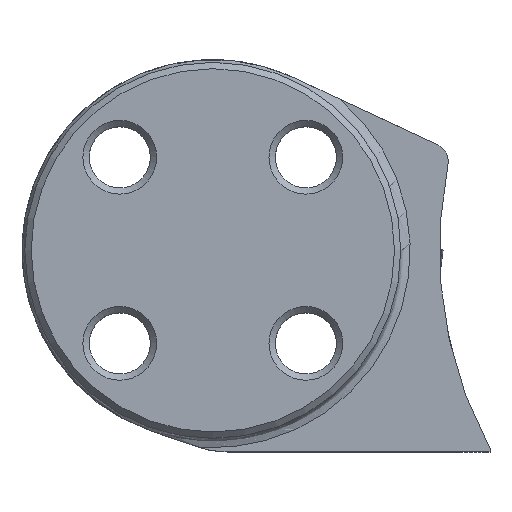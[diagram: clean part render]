
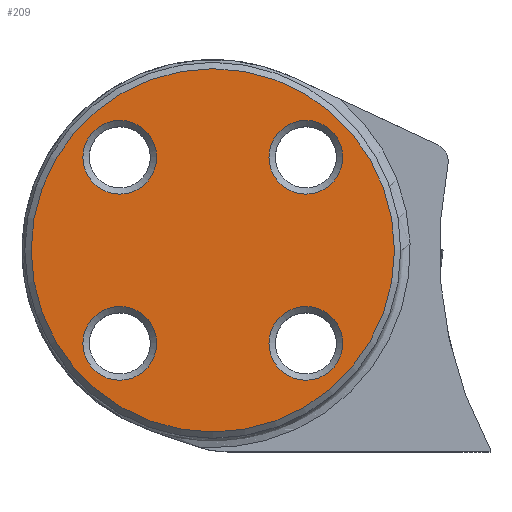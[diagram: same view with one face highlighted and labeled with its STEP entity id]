
A CAD part, top view. The second image highlights one B-rep face of the part: STEP entity #209.
In plain terms, the highlighted planar face has unit normal (0, 0, 1).
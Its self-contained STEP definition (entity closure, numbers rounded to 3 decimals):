
#125=FACE_BOUND('',#363,.T.);
#126=FACE_BOUND('',#364,.T.);
#127=FACE_BOUND('',#365,.T.);
#128=FACE_BOUND('',#366,.T.);
#129=FACE_BOUND('',#367,.T.);
#166=PLANE('',#1416);
#209=ADVANCED_FACE('',(#125,#126,#127,#128,#129),#166,.F.);
#363=EDGE_LOOP('',(#675));
#364=EDGE_LOOP('',(#676));
#365=EDGE_LOOP('',(#677));
#366=EDGE_LOOP('',(#678));
#367=EDGE_LOOP('',(#679));
#526=CIRCLE('',#1410,19.325);
#527=CIRCLE('',#1412,3.925);
#528=CIRCLE('',#1413,3.925);
#529=CIRCLE('',#1414,3.925);
#530=CIRCLE('',#1415,3.925);
#675=ORIENTED_EDGE('',*,*,#1088,.F.);
#676=ORIENTED_EDGE('',*,*,#1089,.T.);
#677=ORIENTED_EDGE('',*,*,#1090,.T.);
#678=ORIENTED_EDGE('',*,*,#1091,.F.);
#679=ORIENTED_EDGE('',*,*,#1087,.F.);
#946=VERTEX_POINT('',#3369);
#947=VERTEX_POINT('',#3372);
#948=VERTEX_POINT('',#3374);
#949=VERTEX_POINT('',#3376);
#950=VERTEX_POINT('',#3378);
#1087=EDGE_CURVE('',#946,#946,#526,.T.);
#1088=EDGE_CURVE('',#947,#947,#527,.T.);
#1089=EDGE_CURVE('',#948,#948,#528,.T.);
#1090=EDGE_CURVE('',#949,#949,#529,.T.);
#1091=EDGE_CURVE('',#950,#950,#530,.T.);
#1410=AXIS2_PLACEMENT_3D('',#3368,#1601,#1602);
#1412=AXIS2_PLACEMENT_3D('',#3371,#1605,#1606);
#1413=AXIS2_PLACEMENT_3D('',#3373,#1607,#1608);
#1414=AXIS2_PLACEMENT_3D('',#3375,#1609,#1610);
#1415=AXIS2_PLACEMENT_3D('',#3377,#1611,#1612);
#1416=AXIS2_PLACEMENT_3D('',#3379,#1613,#1614);
#1601=DIRECTION('',(0.,0.,-1.));
#1602=DIRECTION('',(1.,0.,0.));
#1605=DIRECTION('',(0.,0.,1.));
#1606=DIRECTION('',(1.,0.,0.));
#1607=DIRECTION('',(0.,0.,-1.));
#1608=DIRECTION('',(1.,0.,0.));
#1609=DIRECTION('',(0.,0.,-1.));
#1610=DIRECTION('',(1.,0.,0.));
#1611=DIRECTION('',(0.,0.,1.));
#1612=DIRECTION('',(1.,0.,0.));
#1613=DIRECTION('',(0.,0.,-1.));
#1614=DIRECTION('',(1.,0.,0.));
#3368=CARTESIAN_POINT('',(0.,0.,0.));
#3369=CARTESIAN_POINT('',(19.325,0.,0.));
#3371=CARTESIAN_POINT('',(-9.899,-9.899,0.));
#3372=CARTESIAN_POINT('',(-5.974,-9.899,0.));
#3373=CARTESIAN_POINT('',(-9.899,9.899,0.));
#3374=CARTESIAN_POINT('',(-5.974,9.899,0.));
#3375=CARTESIAN_POINT('',(9.899,-9.899,0.));
#3376=CARTESIAN_POINT('',(13.824,-9.899,0.));
#3377=CARTESIAN_POINT('',(9.899,9.899,0.));
#3378=CARTESIAN_POINT('',(13.824,9.899,0.));
#3379=CARTESIAN_POINT('',(0.,0.,0.));
